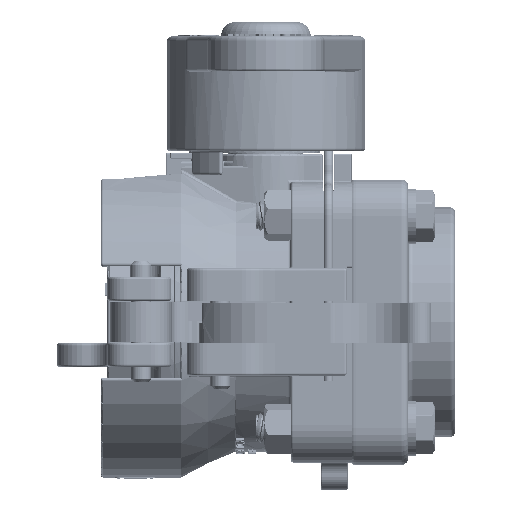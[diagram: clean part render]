
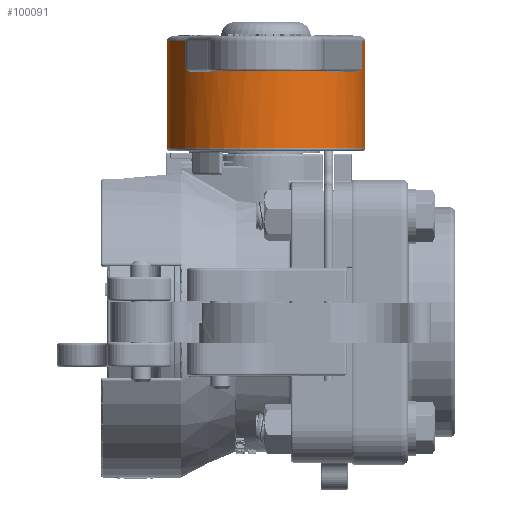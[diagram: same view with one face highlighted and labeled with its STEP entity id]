
A CAD part, top view. The second image highlights one B-rep face of the part: STEP entity #100091.
In plain terms, the highlighted cylindrical face has radius 31.547 mm (diameter 63.094 mm), a partial arc.
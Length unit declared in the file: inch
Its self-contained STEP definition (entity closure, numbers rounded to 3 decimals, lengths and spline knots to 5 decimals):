
#5806=CYLINDRICAL_SURFACE('',#107637,1.242);
#8491=LINE('',#216528,#17585);
#8493=LINE('',#216534,#17587);
#8494=LINE('',#216538,#17588);
#8495=LINE('',#216558,#17589);
#8496=LINE('',#216562,#17590);
#8497=LINE('',#216589,#17591);
#17585=VECTOR('',#119428,0.3937);
#17587=VECTOR('',#119434,0.3937);
#17588=VECTOR('',#119437,0.3937);
#17589=VECTOR('',#119440,0.3937);
#17590=VECTOR('',#119443,0.3937);
#17591=VECTOR('',#119446,0.3937);
#26326=FACE_OUTER_BOUND('',#32310,.T.);
#32310=EDGE_LOOP('',(#77068,#77069,#77070,#77071,#77072,#77073,#77074,#77075,
#77076,#77077,#77078,#77079,#77080,#77081,#77082,#77083,#77084));
#37792=CIRCLE('',#107612,1.242);
#37808=CIRCLE('',#107638,1.242);
#37809=CIRCLE('',#107639,1.242);
#37810=CIRCLE('',#107640,1.242);
#37811=CIRCLE('',#107641,1.242);
#37812=CIRCLE('',#107642,1.242);
#39696=B_SPLINE_CURVE_WITH_KNOTS('',3,(#216540,#216541,#216542,#216543,
#216544,#216545),.UNSPECIFIED.,.F.,.F.,(4,2,4),(0.,0.35584,0.65639),
 .UNSPECIFIED.);
#39697=B_SPLINE_CURVE_WITH_KNOTS('',3,(#216549,#216550,#216551,#216552,
#216553,#216554,#216555,#216556),.UNSPECIFIED.,.F.,.F.,(4,2,2,4),(0.58101,
0.6305,0.77123,0.77171),.UNSPECIFIED.);
#39698=B_SPLINE_CURVE_WITH_KNOTS('',3,(#216564,#216565,#216566,#216567,
#216568,#216569,#216570,#216571),.UNSPECIFIED.,.F.,.F.,(4,2,2,4),(-0.00055,
0.,0.1598,0.21601),.UNSPECIFIED.);
#39699=B_SPLINE_CURVE_WITH_KNOTS('',3,(#216575,#216576,#216577,#216578),
 .UNSPECIFIED.,.F.,.F.,(4,4),(0.53352,0.53599),
 .UNSPECIFIED.);
#39700=B_SPLINE_CURVE_WITH_KNOTS('',3,(#216580,#216581,#216582,#216583,
#216584,#216585,#216586,#216587),.UNSPECIFIED.,.F.,.F.,(4,2,2,4),(0.68771,
0.73808,1.01106,1.01211),.UNSPECIFIED.);
#45395=VERTEX_POINT('',#216466);
#45396=VERTEX_POINT('',#216470);
#45406=VERTEX_POINT('',#216527);
#45408=VERTEX_POINT('',#216533);
#45409=VERTEX_POINT('',#216535);
#45410=VERTEX_POINT('',#216537);
#45411=VERTEX_POINT('',#216539);
#45412=VERTEX_POINT('',#216546);
#45413=VERTEX_POINT('',#216548);
#45414=VERTEX_POINT('',#216557);
#45415=VERTEX_POINT('',#216559);
#45416=VERTEX_POINT('',#216561);
#45417=VERTEX_POINT('',#216563);
#45418=VERTEX_POINT('',#216572);
#45419=VERTEX_POINT('',#216574);
#45420=VERTEX_POINT('',#216579);
#45421=VERTEX_POINT('',#216588);
#56977=EDGE_CURVE('',#45395,#45396,#37792,.T.);
#56996=EDGE_CURVE('',#45396,#45406,#8491,.T.);
#56999=EDGE_CURVE('',#45408,#45395,#8493,.T.);
#57000=EDGE_CURVE('',#45409,#45408,#37808,.T.);
#57001=EDGE_CURVE('',#45409,#45410,#8494,.T.);
#57002=EDGE_CURVE('',#45411,#45410,#39696,.F.);
#57003=EDGE_CURVE('',#45411,#45412,#37809,.T.);
#57004=EDGE_CURVE('',#45413,#45412,#39697,.F.);
#57005=EDGE_CURVE('',#45414,#45413,#8495,.T.);
#57006=EDGE_CURVE('',#45415,#45414,#37810,.T.);
#57007=EDGE_CURVE('',#45416,#45415,#8496,.T.);
#57008=EDGE_CURVE('',#45417,#45416,#39698,.F.);
#57009=EDGE_CURVE('',#45417,#45418,#37811,.T.);
#57010=EDGE_CURVE('',#45419,#45418,#39699,.F.);
#57011=EDGE_CURVE('',#45420,#45419,#39700,.F.);
#57012=EDGE_CURVE('',#45421,#45420,#8497,.T.);
#57013=EDGE_CURVE('',#45406,#45421,#37812,.T.);
#77068=ORIENTED_EDGE('',*,*,#56977,.F.);
#77069=ORIENTED_EDGE('',*,*,#56999,.F.);
#77070=ORIENTED_EDGE('',*,*,#57000,.F.);
#77071=ORIENTED_EDGE('',*,*,#57001,.T.);
#77072=ORIENTED_EDGE('',*,*,#57002,.F.);
#77073=ORIENTED_EDGE('',*,*,#57003,.T.);
#77074=ORIENTED_EDGE('',*,*,#57004,.F.);
#77075=ORIENTED_EDGE('',*,*,#57005,.F.);
#77076=ORIENTED_EDGE('',*,*,#57006,.F.);
#77077=ORIENTED_EDGE('',*,*,#57007,.F.);
#77078=ORIENTED_EDGE('',*,*,#57008,.F.);
#77079=ORIENTED_EDGE('',*,*,#57009,.T.);
#77080=ORIENTED_EDGE('',*,*,#57010,.F.);
#77081=ORIENTED_EDGE('',*,*,#57011,.F.);
#77082=ORIENTED_EDGE('',*,*,#57012,.F.);
#77083=ORIENTED_EDGE('',*,*,#57013,.F.);
#77084=ORIENTED_EDGE('',*,*,#56996,.F.);
#100091=ADVANCED_FACE('',(#26326),#5806,.T.);
#107612=AXIS2_PLACEMENT_3D('',#216472,#119377,#119378);
#107637=AXIS2_PLACEMENT_3D('',#216532,#119432,#119433);
#107638=AXIS2_PLACEMENT_3D('',#216536,#119435,#119436);
#107639=AXIS2_PLACEMENT_3D('',#216547,#119438,#119439);
#107640=AXIS2_PLACEMENT_3D('',#216560,#119441,#119442);
#107641=AXIS2_PLACEMENT_3D('',#216573,#119444,#119445);
#107642=AXIS2_PLACEMENT_3D('',#216590,#119447,#119448);
#119377=DIRECTION('center_axis',(0.,-1.,0.));
#119378=DIRECTION('ref_axis',(1.,0.,0.));
#119428=DIRECTION('',(0.,1.,0.));
#119432=DIRECTION('center_axis',(0.,-1.,0.));
#119433=DIRECTION('ref_axis',(1.,0.,0.));
#119434=DIRECTION('',(0.,-1.,0.));
#119435=DIRECTION('center_axis',(0.,1.,0.));
#119436=DIRECTION('ref_axis',(-0.328,0.,-0.945));
#119437=DIRECTION('',(0.,-1.,0.));
#119438=DIRECTION('center_axis',(0.,-1.,0.));
#119439=DIRECTION('ref_axis',(-0.822,0.,0.569));
#119440=DIRECTION('',(0.,-1.,0.));
#119441=DIRECTION('center_axis',(0.,1.,0.));
#119442=DIRECTION('ref_axis',(0.999,0.,-0.035));
#119443=DIRECTION('',(0.,1.,0.));
#119444=DIRECTION('center_axis',(0.,-1.,0.));
#119445=DIRECTION('ref_axis',(-0.822,0.,0.569));
#119446=DIRECTION('',(0.,-1.,0.));
#119447=DIRECTION('center_axis',(0.,1.,0.));
#119448=DIRECTION('ref_axis',(-0.159,0.,0.987));
#216466=CARTESIAN_POINT('',(-0.99635,-1.4,-0.74152));
#216470=CARTESIAN_POINT('',(-0.99635,-1.4,0.74152));
#216472=CARTESIAN_POINT('Origin',(0.,-1.4,0.));
#216527=CARTESIAN_POINT('',(-0.99635,-0.06,0.74152));
#216528=CARTESIAN_POINT('',(-0.99635,0.,0.74152));
#216532=CARTESIAN_POINT('Origin',(0.,0.,0.));
#216533=CARTESIAN_POINT('',(-0.99635,-0.06,-0.74152));
#216534=CARTESIAN_POINT('',(-0.99635,0.,-0.74152));
#216535=CARTESIAN_POINT('',(0.32145,-0.06,-1.19968));
#216536=CARTESIAN_POINT('Origin',(0.,-0.06,0.));
#216537=CARTESIAN_POINT('',(0.32145,-0.41,-1.19968));
#216538=CARTESIAN_POINT('',(0.32145,0.,-1.19968));
#216539=CARTESIAN_POINT('',(0.57577,-0.44,-1.10048));
#216540=CARTESIAN_POINT('Ctrl Pts',(0.32145,-0.41,-1.19968));
#216541=CARTESIAN_POINT('Ctrl Pts',(0.36603,-0.41717,
-1.18774));
#216542=CARTESIAN_POINT('Ctrl Pts',(0.41858,-0.42571,
-1.17026));
#216543=CARTESIAN_POINT('Ctrl Pts',(0.49799,-0.43586,
-1.13847));
#216544=CARTESIAN_POINT('Ctrl Pts',(0.54083,-0.44,-1.11876));
#216545=CARTESIAN_POINT('Ctrl Pts',(0.57577,-0.44,-1.10048));
#216546=CARTESIAN_POINT('',(0.99216,-0.44,-0.74712));
#216547=CARTESIAN_POINT('Origin',(0.,-0.44,0.));
#216548=CARTESIAN_POINT('',(1.03018,-0.41,-0.69376));
#216549=CARTESIAN_POINT('Ctrl Pts',(0.99216,-0.44,-0.74712));
#216550=CARTESIAN_POINT('Ctrl Pts',(0.99487,-0.44,
-0.74352));
#216551=CARTESIAN_POINT('Ctrl Pts',(0.998,-0.43941,
-0.73932));
#216552=CARTESIAN_POINT('Ctrl Pts',(1.01163,-0.43322,
-0.72074));
#216553=CARTESIAN_POINT('Ctrl Pts',(1.02059,-0.42242,
-0.70799));
#216554=CARTESIAN_POINT('Ctrl Pts',(1.03011,-0.41008,
-0.69385));
#216555=CARTESIAN_POINT('Ctrl Pts',(1.03015,-0.41004,
-0.6938));
#216556=CARTESIAN_POINT('Ctrl Pts',(1.03018,-0.41,-0.69376));
#216557=CARTESIAN_POINT('',(1.03018,-0.27,-0.69376));
#216558=CARTESIAN_POINT('',(1.03018,0.,-0.69376));
#216559=CARTESIAN_POINT('',(1.07674,-0.27,0.61903));
#216560=CARTESIAN_POINT('Origin',(0.,-0.27,0.));
#216561=CARTESIAN_POINT('',(1.07674,-0.41,0.61903));
#216562=CARTESIAN_POINT('',(1.07674,0.,0.61903));
#216563=CARTESIAN_POINT('',(1.0426,-0.44,0.67495));
#216564=CARTESIAN_POINT('Ctrl Pts',(1.07674,-0.41,0.61903));
#216565=CARTESIAN_POINT('Ctrl Pts',(1.07671,-0.41004,
0.61908));
#216566=CARTESIAN_POINT('Ctrl Pts',(1.07668,-0.41008,
0.61913));
#216567=CARTESIAN_POINT('Ctrl Pts',(1.06818,-0.42242,
0.63391));
#216568=CARTESIAN_POINT('Ctrl Pts',(1.06015,-0.43322,
0.64726));
#216569=CARTESIAN_POINT('Ctrl Pts',(1.04787,-0.43941,
0.66675));
#216570=CARTESIAN_POINT('Ctrl Pts',(1.04505,-0.44,
0.67116));
#216571=CARTESIAN_POINT('Ctrl Pts',(1.0426,-0.44,0.67495));
#216572=CARTESIAN_POINT('',(0.80444,-0.44,0.94628));
#216573=CARTESIAN_POINT('Origin',(0.,-0.44,0.));
#216574=CARTESIAN_POINT('',(0.80369,-0.44,0.94691));
#216575=CARTESIAN_POINT('Ctrl Pts',(0.80444,-0.44,0.94628));
#216576=CARTESIAN_POINT('Ctrl Pts',(0.80419,-0.44,0.94649));
#216577=CARTESIAN_POINT('Ctrl Pts',(0.80394,-0.44,
0.9467));
#216578=CARTESIAN_POINT('Ctrl Pts',(0.80369,-0.44,
0.94691));
#216579=CARTESIAN_POINT('',(0.71342,-0.41,1.01666));
#216580=CARTESIAN_POINT('Ctrl Pts',(0.80369,-0.44,
0.94691));
#216581=CARTESIAN_POINT('Ctrl Pts',(0.79832,-0.43994,
0.95147));
#216582=CARTESIAN_POINT('Ctrl Pts',(0.79326,-0.4393,
0.95569));
#216583=CARTESIAN_POINT('Ctrl Pts',(0.76613,-0.43454,
0.978));
#216584=CARTESIAN_POINT('Ctrl Pts',(0.74115,-0.42286,
0.99719));
#216585=CARTESIAN_POINT('Ctrl Pts',(0.71363,-0.4101,
1.01651));
#216586=CARTESIAN_POINT('Ctrl Pts',(0.71353,-0.41005,
1.01658));
#216587=CARTESIAN_POINT('Ctrl Pts',(0.71342,-0.41,1.01666));
#216588=CARTESIAN_POINT('',(0.71342,-0.06,1.01666));
#216589=CARTESIAN_POINT('',(0.71342,0.,1.01666));
#216590=CARTESIAN_POINT('Origin',(0.,-0.06,0.));
